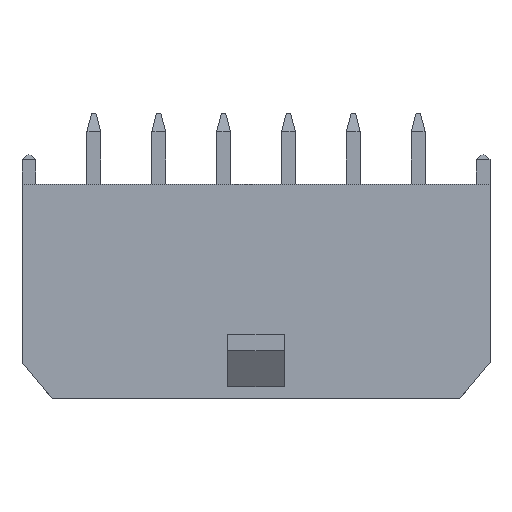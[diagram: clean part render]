
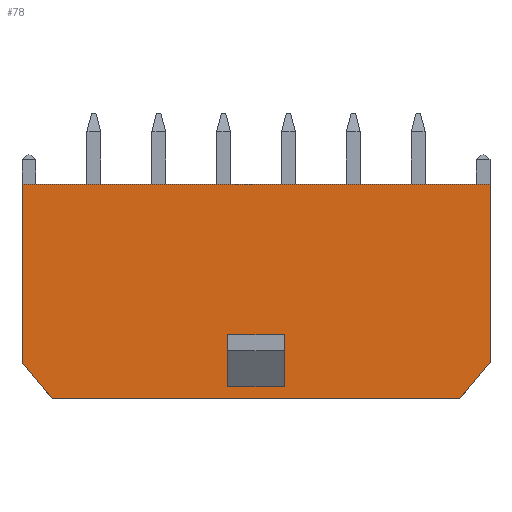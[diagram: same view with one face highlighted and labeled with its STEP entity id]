
A CAD part, top view. The second image highlights one B-rep face of the part: STEP entity #78.
In plain terms, the highlighted planar face has unit normal (0, 0, 1).
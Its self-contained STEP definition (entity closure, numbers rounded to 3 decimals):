
#51=FACE_BOUND('',#682,.T.);
#52=FACE_BOUND('',#683,.T.);
#78=ADVANCED_FACE('',(#51,#52),#278,.T.);
#278=PLANE('',#3479);
#682=EDGE_LOOP('',(#1010,#1011,#1012,#1013,#1014,#1015));
#683=EDGE_LOOP('',(#1016,#1017,#1018,#1019));
#1010=ORIENTED_EDGE('',*,*,#2165,.F.);
#1011=ORIENTED_EDGE('',*,*,#2169,.F.);
#1012=ORIENTED_EDGE('',*,*,#2138,.T.);
#1013=ORIENTED_EDGE('',*,*,#2205,.T.);
#1014=ORIENTED_EDGE('',*,*,#2161,.F.);
#1015=ORIENTED_EDGE('',*,*,#2200,.F.);
#1016=ORIENTED_EDGE('',*,*,#2206,.T.);
#1017=ORIENTED_EDGE('',*,*,#2207,.T.);
#1018=ORIENTED_EDGE('',*,*,#2208,.F.);
#1019=ORIENTED_EDGE('',*,*,#2209,.F.);
#1841=VERTEX_POINT('',#4632);
#1844=VERTEX_POINT('',#4639);
#1863=VERTEX_POINT('',#4681);
#1866=VERTEX_POINT('',#4686);
#1867=VERTEX_POINT('',#4690);
#1870=VERTEX_POINT('',#4695);
#1905=VERTEX_POINT('',#4775);
#1906=VERTEX_POINT('',#4776);
#1907=VERTEX_POINT('',#4778);
#1908=VERTEX_POINT('',#4780);
#2138=EDGE_CURVE('',#1841,#1844,#2599,.T.);
#2161=EDGE_CURVE('',#1866,#1863,#2622,.T.);
#2165=EDGE_CURVE('',#1870,#1867,#2626,.T.);
#2169=EDGE_CURVE('',#1841,#1870,#2630,.T.);
#2200=EDGE_CURVE('',#1867,#1866,#2661,.T.);
#2205=EDGE_CURVE('',#1844,#1863,#2666,.T.);
#2206=EDGE_CURVE('',#1905,#1906,#2667,.T.);
#2207=EDGE_CURVE('',#1906,#1907,#2668,.T.);
#2208=EDGE_CURVE('',#1908,#1907,#2669,.T.);
#2209=EDGE_CURVE('',#1905,#1908,#2670,.T.);
#2599=LINE('',#4640,#3060);
#2622=LINE('',#4687,#3083);
#2626=LINE('',#4696,#3087);
#2630=LINE('',#4704,#3091);
#2661=LINE('',#4765,#3122);
#2666=LINE('',#4773,#3127);
#2667=LINE('',#4774,#3128);
#2668=LINE('',#4777,#3129);
#2669=LINE('',#4779,#3130);
#2670=LINE('',#4781,#3131);
#3060=VECTOR('',#3738,1.);
#3083=VECTOR('',#3765,1.);
#3087=VECTOR('',#3771,1.);
#3091=VECTOR('',#3777,1.);
#3122=VECTOR('',#3810,1.);
#3127=VECTOR('',#3817,1.);
#3128=VECTOR('',#3818,1.);
#3129=VECTOR('',#3819,1.);
#3130=VECTOR('',#3820,1.);
#3131=VECTOR('',#3821,1.);
#3479=AXIS2_PLACEMENT_3D('',#4782,#3822,#3823);
#3738=DIRECTION('',(-1.,0.,0.));
#3765=DIRECTION('',(-0.643,0.766,0.));
#3771=DIRECTION('',(-0.643,-0.766,0.));
#3777=DIRECTION('',(0.,-1.,0.));
#3810=DIRECTION('',(-1.,0.,0.));
#3817=DIRECTION('',(0.,-1.,0.));
#3818=DIRECTION('',(-1.,0.,0.));
#3819=DIRECTION('',(0.,1.,0.));
#3820=DIRECTION('',(-1.,0.,0.));
#3821=DIRECTION('',(0.,1.,0.));
#3822=DIRECTION('',(0.,0.,1.));
#3823=DIRECTION('',(1.,0.,0.));
#4632=CARTESIAN_POINT('',(10.82,9.9,3.86));
#4639=CARTESIAN_POINT('',(-10.82,9.9,3.86));
#4640=CARTESIAN_POINT('',(10.82,9.9,3.86));
#4681=CARTESIAN_POINT('',(-10.82,1.668,3.86));
#4686=CARTESIAN_POINT('',(-9.42,0.,3.86));
#4687=CARTESIAN_POINT('',(-9.42,0.,3.86));
#4690=CARTESIAN_POINT('',(9.42,0.,3.86));
#4695=CARTESIAN_POINT('',(10.82,1.668,3.86));
#4696=CARTESIAN_POINT('',(10.82,1.668,3.86));
#4704=CARTESIAN_POINT('',(10.82,9.9,3.86));
#4765=CARTESIAN_POINT('',(10.82,0.,3.86));
#4773=CARTESIAN_POINT('',(-10.82,9.9,3.86));
#4774=CARTESIAN_POINT('',(1.3,0.54,3.86));
#4775=CARTESIAN_POINT('',(1.3,0.54,3.86));
#4776=CARTESIAN_POINT('',(-1.3,0.54,3.86));
#4777=CARTESIAN_POINT('',(-1.3,0.54,3.86));
#4778=CARTESIAN_POINT('',(-1.3,2.95,3.86));
#4779=CARTESIAN_POINT('',(1.3,2.95,3.86));
#4780=CARTESIAN_POINT('',(1.3,2.95,3.86));
#4781=CARTESIAN_POINT('',(1.3,0.54,3.86));
#4782=CARTESIAN_POINT('',(10.82,9.9,3.86));
